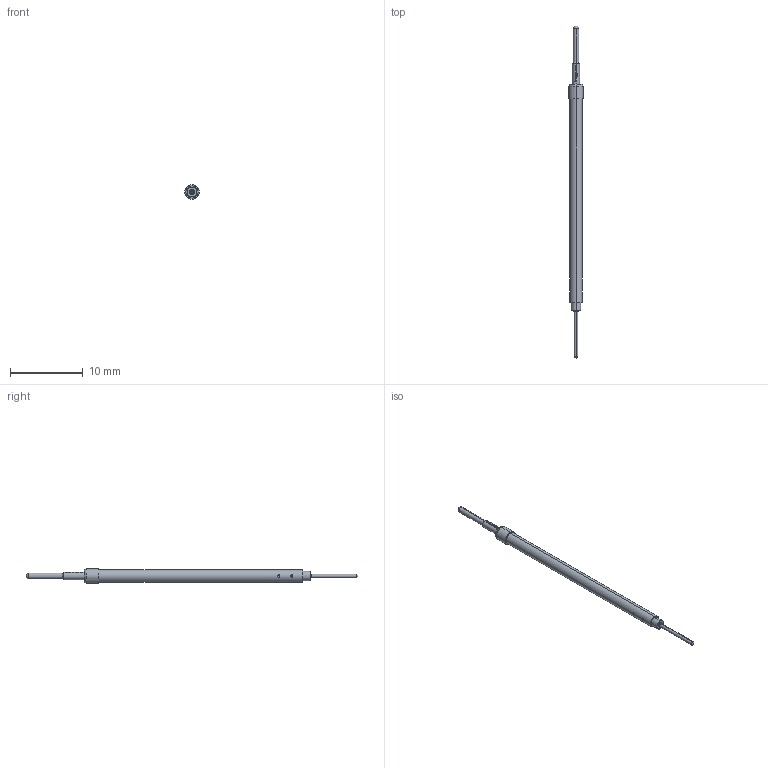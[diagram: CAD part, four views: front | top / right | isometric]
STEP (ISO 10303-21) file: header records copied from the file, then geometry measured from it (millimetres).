
FILE_DESCRIPTION (( 'STEP AP203' ), '1' );
FILE_NAME ('INGUN_SKS-215_305_080_A_xx02_E.STEP', '2022-02-18T06:11:19', ( 'ochi' ), ( '' ), 'SwSTEP 2.0', 'SolidWorks 2018', '' );
FILE_SCHEMA (( 'CONFIG_CONTROL_DESIGN' ));
Length unit declared in the file: millimetre
Products named in the file (1): INGUN_SKS-215_305_080_A_xx02_E
Bounding box: 2 x 45.6 x 2 mm (x, y, z)
Volume: 73.5 mm3; surface area: 199 mm2
Topology: 1 solids, 1 shells, 102 faces, 274 edges, 182 vertices
Faces by surface type: plane 45, cylinder 26, bspline 22, cone 8, sphere 1
Entity records: 3574 total; most frequent: CARTESIAN_POINT 1118, ORIENTED_EDGE 542, DIRECTION 427, EDGE_CURVE 271, VERTEX_POINT 180, AXIS2_PLACEMENT_3D 169, EDGE_LOOP 111, ADVANCED_FACE 102
